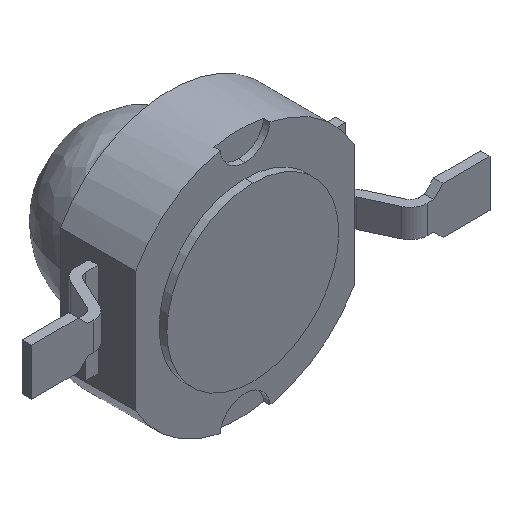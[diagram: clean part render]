
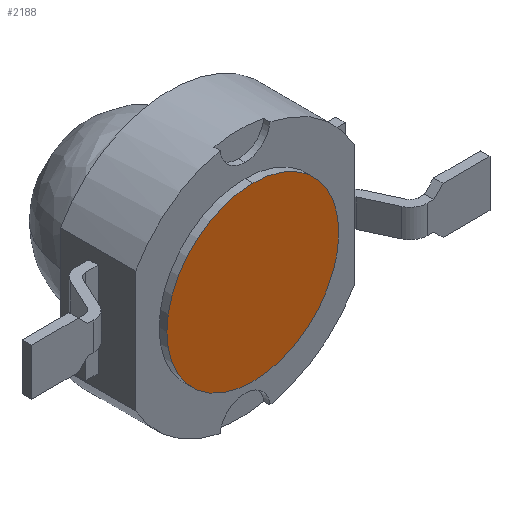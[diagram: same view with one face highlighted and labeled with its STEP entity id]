
A CAD part, isometric view. The second image highlights one B-rep face of the part: STEP entity #2188.
In plain terms, the highlighted planar face has unit normal (0, -1, 0).
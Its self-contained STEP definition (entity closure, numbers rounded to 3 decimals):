
#13 = EDGE_LOOP ( 'NONE', ( #2747, #724 ) ) ;
#74 = DIRECTION ( 'NONE',  ( 0., 0., 1. ) ) ;
#190 = DIRECTION ( 'NONE',  ( 0., 1., 0. ) ) ;
#300 = PLANE ( 'NONE',  #2650 ) ;
#338 = CARTESIAN_POINT ( 'NONE',  ( 0., -0.25, 0. ) ) ;
#378 = DIRECTION ( 'NONE',  ( 0., 0., 1. ) ) ;
#414 = VERTEX_POINT ( 'NONE', #1456 ) ;
#724 = ORIENTED_EDGE ( 'NONE', *, *, #1189, .F. ) ;
#835 = CARTESIAN_POINT ( 'NONE',  ( 0., -0.25, 0. ) ) ;
#1029 = AXIS2_PLACEMENT_3D ( 'NONE', #338, #2678, #2041 ) ;
#1189 = EDGE_CURVE ( 'NONE', #1912, #414, #1963, .T. ) ;
#1258 = CARTESIAN_POINT ( 'NONE',  ( 0., -0.25, -2.75 ) ) ;
#1456 = CARTESIAN_POINT ( 'NONE',  ( 0., -0.25, 2.75 ) ) ;
#1858 = AXIS2_PLACEMENT_3D ( 'NONE', #835, #190, #378 ) ;
#1912 = VERTEX_POINT ( 'NONE', #1258 ) ;
#1963 = CIRCLE ( 'NONE', #1029, 2.75 ) ;
#2041 = DIRECTION ( 'NONE',  ( 0., 0., 1. ) ) ;
#2091 = CIRCLE ( 'NONE', #1858, 2.75 ) ;
#2188 = ADVANCED_FACE ( 'NONE', ( #2487 ), #300, .F. ) ;
#2487 = FACE_OUTER_BOUND ( 'NONE', #13, .T. ) ;
#2624 = CARTESIAN_POINT ( 'NONE',  ( 0., -0.25, 0. ) ) ;
#2648 = DIRECTION ( 'NONE',  ( 0., 1., 0. ) ) ;
#2650 = AXIS2_PLACEMENT_3D ( 'NONE', #2624, #2648, #74 ) ;
#2678 = DIRECTION ( 'NONE',  ( 0., 1., 0. ) ) ;
#2746 = EDGE_CURVE ( 'NONE', #414, #1912, #2091, .T. ) ;
#2747 = ORIENTED_EDGE ( 'NONE', *, *, #2746, .F. ) ;
